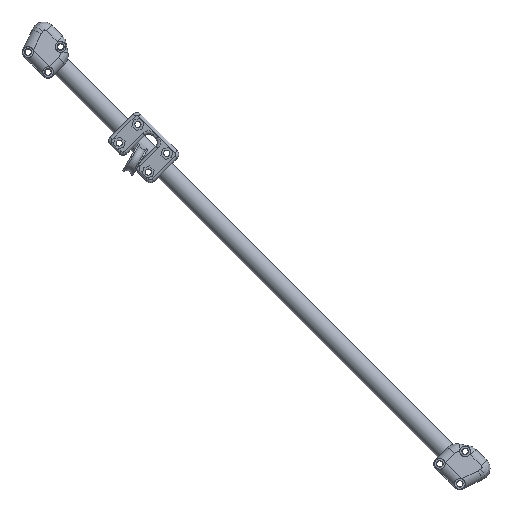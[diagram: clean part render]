
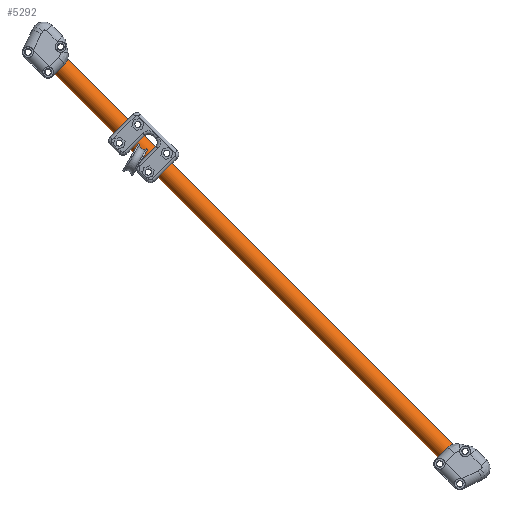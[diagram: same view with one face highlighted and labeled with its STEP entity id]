
A CAD part, left-side view. The second image highlights one B-rep face of the part: STEP entity #5292.
In plain terms, the highlighted cylindrical face has radius 6.5 mm (diameter 13 mm), a full revolution.
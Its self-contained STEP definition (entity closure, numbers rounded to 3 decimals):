
#479=LINE('',#7822,#884);
#884=VECTOR('',#6251,6.5);
#1289=CYLINDRICAL_SURFACE('',#5638,6.5);
#1415=FACE_OUTER_BOUND('',#1732,.T.);
#1732=EDGE_LOOP('',(#3659,#3660,#3661,#3662));
#2094=CIRCLE('',#5637,6.5);
#2095=CIRCLE('',#5639,6.5);
#2296=VERTEX_POINT('',#7817);
#2297=VERTEX_POINT('',#7820);
#2824=EDGE_CURVE('',#2296,#2296,#2094,.T.);
#2825=EDGE_CURVE('',#2297,#2297,#2095,.T.);
#2826=EDGE_CURVE('',#2297,#2296,#479,.T.);
#3659=ORIENTED_EDGE('',*,*,#2825,.F.);
#3660=ORIENTED_EDGE('',*,*,#2826,.T.);
#3661=ORIENTED_EDGE('',*,*,#2824,.F.);
#3662=ORIENTED_EDGE('',*,*,#2826,.F.);
#5292=ADVANCED_FACE('',(#1415),#1289,.T.);
#5637=AXIS2_PLACEMENT_3D('',#7818,#6245,#6246);
#5638=AXIS2_PLACEMENT_3D('',#7819,#6247,#6248);
#5639=AXIS2_PLACEMENT_3D('',#7821,#6249,#6250);
#6245=DIRECTION('center_axis',(0.,-0.707,
-0.707));
#6246=DIRECTION('ref_axis',(1.,0.,0.));
#6247=DIRECTION('center_axis',(0.,0.707,
0.707));
#6248=DIRECTION('ref_axis',(1.,0.,0.));
#6249=DIRECTION('center_axis',(0.,0.707,
0.707));
#6250=DIRECTION('ref_axis',(1.,0.,0.));
#6251=DIRECTION('',(0.,-0.707,-0.707));
#7817=CARTESIAN_POINT('',(30.006,-356.004,-172.052));
#7818=CARTESIAN_POINT('Origin',(36.506,-356.004,-172.052));
#7819=CARTESIAN_POINT('Origin',(36.506,-214.582,-30.631));
#7820=CARTESIAN_POINT('',(30.006,-73.161,110.791));
#7821=CARTESIAN_POINT('Origin',(36.506,-73.161,110.791));
#7822=CARTESIAN_POINT('',(30.006,-214.582,-30.631));
